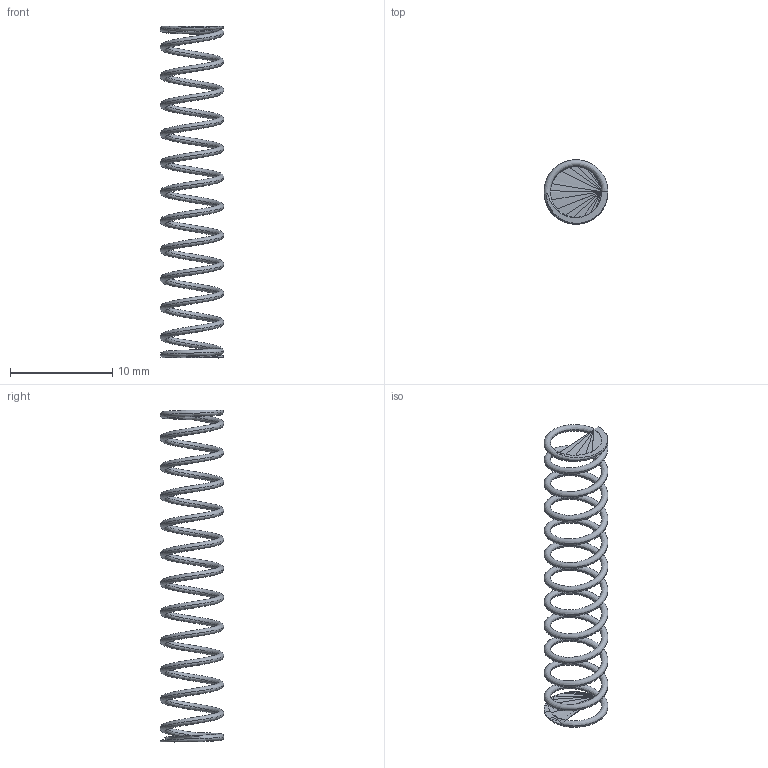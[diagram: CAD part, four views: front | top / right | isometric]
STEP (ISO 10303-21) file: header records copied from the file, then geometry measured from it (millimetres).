
FILE_DESCRIPTION(('no description'),'unknown implementation level');
FILE_NAME('Druckfeder_Konfiguration_2.stp',' ',('Gutekunst + Co.KG Federnfabriken'),('CADClick - KiM GmbH - www.kimweb.de'),'unknown preprocess','ACIS','unknown authorization');
FILE_SCHEMA(('automotive_design'));
Length unit declared in the file: millimetre
Products named in the file (1): 1
Bounding box: 6.25 x 6.25 x 32.44 mm (x, y, z)
Volume: 85.9 mm3; surface area: 451.8 mm2
Topology: 1 solids, 1 shells, 6 faces, 10 edges, 6 vertices
Faces by surface type: plane 4, bspline 2
Entity records: 4926 total; most frequent: CARTESIAN_POINT 4672, STYLED_ITEM 23, PRESENTATION_STYLE_ASSIGNMENT 23, COLOUR_RGB 23, ORIENTED_EDGE 20, DIRECTION 18, EDGE_CURVE 10, CURVE_STYLE 10
